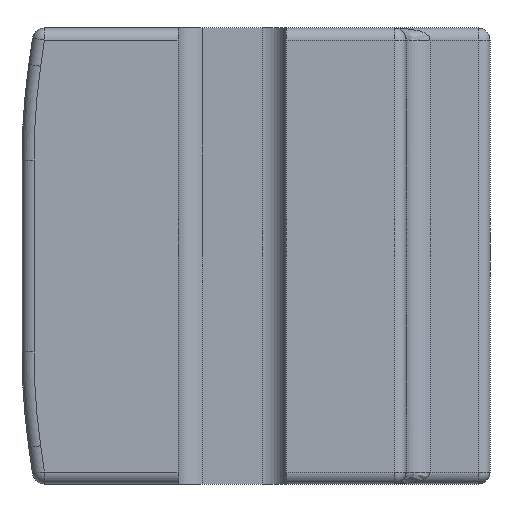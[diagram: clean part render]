
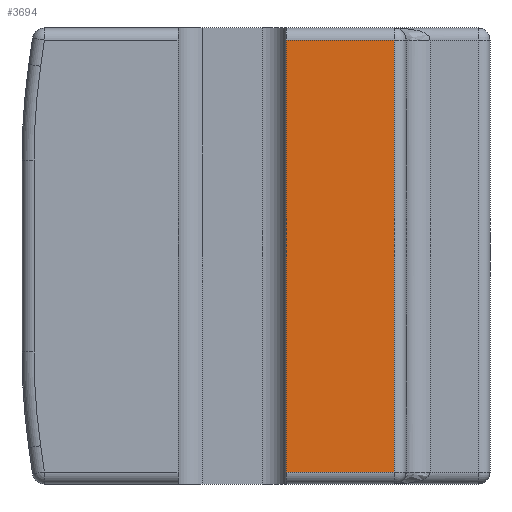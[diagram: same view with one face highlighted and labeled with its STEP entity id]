
A CAD part, front view. The second image highlights one B-rep face of the part: STEP entity #3694.
In plain terms, the highlighted planar face has unit normal (0, -1, 0).
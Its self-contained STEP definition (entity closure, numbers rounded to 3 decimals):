
#746 = CYLINDRICAL_SURFACE('',#747,1.);
#747 = AXIS2_PLACEMENT_3D('',#748,#749,#750);
#748 = CARTESIAN_POINT('',(-7.,-43.,1.));
#749 = DIRECTION('',(-1.,0.,0.));
#750 = DIRECTION('',(0.,0.,-1.));
#774 = PLANE('',#775);
#775 = AXIS2_PLACEMENT_3D('',#776,#777,#778);
#776 = CARTESIAN_POINT('',(-17.,-44.,0.));
#777 = DIRECTION('',(-1.,0.,0.));
#778 = DIRECTION('',(0.,1.,0.));
#2043 = VERTEX_POINT('',#2044);
#2044 = CARTESIAN_POINT('',(-17.,-44.,1.));
#2066 = EDGE_CURVE('',#2043,#2067,#2069,.T.);
#2067 = VERTEX_POINT('',#2068);
#2068 = CARTESIAN_POINT('',(-17.,-44.,37.));
#2069 = SURFACE_CURVE('',#2070,(#2074,#2081),.PCURVE_S1.);
#2070 = LINE('',#2071,#2072);
#2071 = CARTESIAN_POINT('',(-17.,-44.,0.));
#2072 = VECTOR('',#2073,1.);
#2073 = DIRECTION('',(0.,0.,1.));
#2074 = PCURVE('',#774,#2075);
#2075 = DEFINITIONAL_REPRESENTATION('',(#2076),#2080);
#2076 = LINE('',#2077,#2078);
#2077 = CARTESIAN_POINT('',(0.,0.));
#2078 = VECTOR('',#2079,1.);
#2079 = DIRECTION('',(0.,-1.));
#2080 = ( GEOMETRIC_REPRESENTATION_CONTEXT(2) 
PARAMETRIC_REPRESENTATION_CONTEXT() REPRESENTATION_CONTEXT('2D SPACE',''
  ) );
#2081 = PCURVE('',#2082,#2087);
#2082 = PLANE('',#2083);
#2083 = AXIS2_PLACEMENT_3D('',#2084,#2085,#2086);
#2084 = CARTESIAN_POINT('',(-7.,-44.,0.));
#2085 = DIRECTION('',(0.,-1.,0.));
#2086 = DIRECTION('',(-1.,0.,0.));
#2087 = DEFINITIONAL_REPRESENTATION('',(#2088),#2092);
#2088 = LINE('',#2089,#2090);
#2089 = CARTESIAN_POINT('',(10.,0.));
#2090 = VECTOR('',#2091,1.);
#2091 = DIRECTION('',(0.,-1.));
#2092 = ( GEOMETRIC_REPRESENTATION_CONTEXT(2) 
PARAMETRIC_REPRESENTATION_CONTEXT() REPRESENTATION_CONTEXT('2D SPACE',''
  ) );
#2111 = CYLINDRICAL_SURFACE('',#2112,1.);
#2112 = AXIS2_PLACEMENT_3D('',#2113,#2114,#2115);
#2113 = CARTESIAN_POINT('',(-7.,-43.,37.));
#2114 = DIRECTION('',(-1.,0.,0.));
#2115 = DIRECTION('',(0.,-1.,0.));
#2212 = VERTEX_POINT('',#2213);
#2213 = CARTESIAN_POINT('',(-8.,-44.,1.));
#2235 = EDGE_CURVE('',#2212,#2043,#2236,.T.);
#2236 = SURFACE_CURVE('',#2237,(#2241,#2248),.PCURVE_S1.);
#2237 = LINE('',#2238,#2239);
#2238 = CARTESIAN_POINT('',(-7.,-44.,1.));
#2239 = VECTOR('',#2240,1.);
#2240 = DIRECTION('',(-1.,0.,0.));
#2241 = PCURVE('',#746,#2242);
#2242 = DEFINITIONAL_REPRESENTATION('',(#2243),#2247);
#2243 = LINE('',#2244,#2245);
#2244 = CARTESIAN_POINT('',(1.571,0.));
#2245 = VECTOR('',#2246,1.);
#2246 = DIRECTION('',(0.,1.));
#2247 = ( GEOMETRIC_REPRESENTATION_CONTEXT(2) 
PARAMETRIC_REPRESENTATION_CONTEXT() REPRESENTATION_CONTEXT('2D SPACE',''
  ) );
#2248 = PCURVE('',#2082,#2249);
#2249 = DEFINITIONAL_REPRESENTATION('',(#2250),#2254);
#2250 = LINE('',#2251,#2252);
#2251 = CARTESIAN_POINT('',(0.,-1.));
#2252 = VECTOR('',#2253,1.);
#2253 = DIRECTION('',(1.,0.));
#2254 = ( GEOMETRIC_REPRESENTATION_CONTEXT(2) 
PARAMETRIC_REPRESENTATION_CONTEXT() REPRESENTATION_CONTEXT('2D SPACE',''
  ) );
#2277 = CYLINDRICAL_SURFACE('',#2278,1.);
#2278 = AXIS2_PLACEMENT_3D('',#2279,#2280,#2281);
#2279 = CARTESIAN_POINT('',(-8.,-43.,1.));
#2280 = DIRECTION('',(0.,0.,1.));
#2281 = DIRECTION('',(1.,0.,0.));
#3694 = ADVANCED_FACE('',(#3695),#2082,.T.);
#3695 = FACE_BOUND('',#3696,.T.);
#3696 = EDGE_LOOP('',(#3697,#3698,#3721,#3742));
#3697 = ORIENTED_EDGE('',*,*,#2235,.F.);
#3698 = ORIENTED_EDGE('',*,*,#3699,.T.);
#3699 = EDGE_CURVE('',#2212,#3700,#3702,.T.);
#3700 = VERTEX_POINT('',#3701);
#3701 = CARTESIAN_POINT('',(-8.,-44.,37.));
#3702 = SURFACE_CURVE('',#3703,(#3707,#3714),.PCURVE_S1.);
#3703 = LINE('',#3704,#3705);
#3704 = CARTESIAN_POINT('',(-8.,-44.,1.));
#3705 = VECTOR('',#3706,1.);
#3706 = DIRECTION('',(0.,0.,1.));
#3707 = PCURVE('',#2082,#3708);
#3708 = DEFINITIONAL_REPRESENTATION('',(#3709),#3713);
#3709 = LINE('',#3710,#3711);
#3710 = CARTESIAN_POINT('',(1.,-1.));
#3711 = VECTOR('',#3712,1.);
#3712 = DIRECTION('',(0.,-1.));
#3713 = ( GEOMETRIC_REPRESENTATION_CONTEXT(2) 
PARAMETRIC_REPRESENTATION_CONTEXT() REPRESENTATION_CONTEXT('2D SPACE',''
  ) );
#3714 = PCURVE('',#2277,#3715);
#3715 = DEFINITIONAL_REPRESENTATION('',(#3716),#3720);
#3716 = LINE('',#3717,#3718);
#3717 = CARTESIAN_POINT('',(-1.571,0.));
#3718 = VECTOR('',#3719,1.);
#3719 = DIRECTION('',(-0.,1.));
#3720 = ( GEOMETRIC_REPRESENTATION_CONTEXT(2) 
PARAMETRIC_REPRESENTATION_CONTEXT() REPRESENTATION_CONTEXT('2D SPACE',''
  ) );
#3721 = ORIENTED_EDGE('',*,*,#3722,.T.);
#3722 = EDGE_CURVE('',#3700,#2067,#3723,.T.);
#3723 = SURFACE_CURVE('',#3724,(#3728,#3735),.PCURVE_S1.);
#3724 = LINE('',#3725,#3726);
#3725 = CARTESIAN_POINT('',(-7.,-44.,37.));
#3726 = VECTOR('',#3727,1.);
#3727 = DIRECTION('',(-1.,0.,0.));
#3728 = PCURVE('',#2082,#3729);
#3729 = DEFINITIONAL_REPRESENTATION('',(#3730),#3734);
#3730 = LINE('',#3731,#3732);
#3731 = CARTESIAN_POINT('',(0.,-37.));
#3732 = VECTOR('',#3733,1.);
#3733 = DIRECTION('',(1.,0.));
#3734 = ( GEOMETRIC_REPRESENTATION_CONTEXT(2) 
PARAMETRIC_REPRESENTATION_CONTEXT() REPRESENTATION_CONTEXT('2D SPACE',''
  ) );
#3735 = PCURVE('',#2111,#3736);
#3736 = DEFINITIONAL_REPRESENTATION('',(#3737),#3741);
#3737 = LINE('',#3738,#3739);
#3738 = CARTESIAN_POINT('',(0.,0.));
#3739 = VECTOR('',#3740,1.);
#3740 = DIRECTION('',(0.,1.));
#3741 = ( GEOMETRIC_REPRESENTATION_CONTEXT(2) 
PARAMETRIC_REPRESENTATION_CONTEXT() REPRESENTATION_CONTEXT('2D SPACE',''
  ) );
#3742 = ORIENTED_EDGE('',*,*,#2066,.F.);
